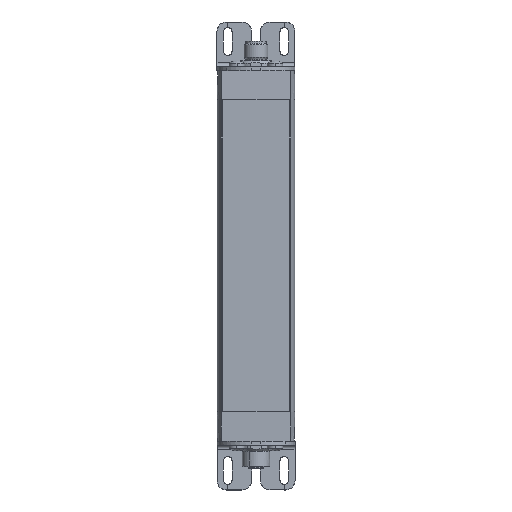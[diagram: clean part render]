
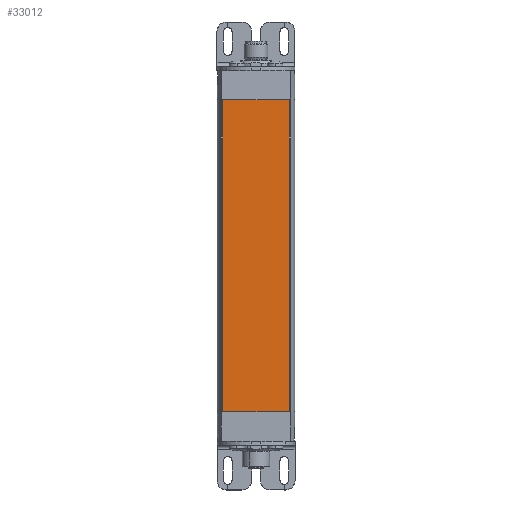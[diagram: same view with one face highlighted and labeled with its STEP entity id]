
A CAD part, top view. The second image highlights one B-rep face of the part: STEP entity #33012.
In plain terms, the highlighted planar face has unit normal (0, 0, 1).
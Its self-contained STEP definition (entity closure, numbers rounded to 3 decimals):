
#32999=AXIS2_PLACEMENT_3D('Plane Axis2P3D',#32996,#32997,#32998) ;
#30975=CARTESIAN_POINT('Vertex',(3.002,200.,37.)) ;
#30978=CARTESIAN_POINT('Line Origine',(20.002,200.,37.)) ;
#30982=CARTESIAN_POINT('Vertex',(37.002,200.,37.)) ;
#32546=CARTESIAN_POINT('Vertex',(37.002,40.,37.)) ;
#32549=CARTESIAN_POINT('Line Origine',(20.002,40.,37.)) ;
#32553=CARTESIAN_POINT('Vertex',(3.002,40.,37.)) ;
#32984=CARTESIAN_POINT('Line Origine',(3.002,120.,37.)) ;
#32996=CARTESIAN_POINT('Axis2P3D Location',(20.002,120.,37.)) ;
#33001=CARTESIAN_POINT('Line Origine',(37.002,120.,37.)) ;
#30979=DIRECTION('Vector Direction',(-1.,0.,0.)) ;
#32550=DIRECTION('Vector Direction',(1.,0.,0.)) ;
#32985=DIRECTION('Vector Direction',(0.,-1.,0.)) ;
#32997=DIRECTION('Axis2P3D Direction',(0.,0.,1.)) ;
#32998=DIRECTION('Axis2P3D XDirection',(1.,0.,0.)) ;
#33002=DIRECTION('Vector Direction',(0.,-1.,0.)) ;
#30980=VECTOR('Line Direction',#30979,1.) ;
#32551=VECTOR('Line Direction',#32550,1.) ;
#32986=VECTOR('Line Direction',#32985,1.) ;
#33003=VECTOR('Line Direction',#33002,1.) ;
#33007=ORIENTED_EDGE('',*,*,#32555,.T.) ;
#33008=ORIENTED_EDGE('',*,*,#33005,.F.) ;
#33009=ORIENTED_EDGE('',*,*,#30984,.T.) ;
#33010=ORIENTED_EDGE('',*,*,#32988,.T.) ;
#33012=ADVANCED_FACE('Hauptkoerper',(#33011),#33000,.T.) ;
#30984=EDGE_CURVE('',#30983,#30976,#30981,.T.) ;
#32555=EDGE_CURVE('',#32554,#32547,#32552,.T.) ;
#32988=EDGE_CURVE('',#30976,#32554,#32987,.T.) ;
#33005=EDGE_CURVE('',#30983,#32547,#33004,.T.) ;
#33006=EDGE_LOOP('',(#33007,#33008,#33009,#33010)) ;
#33011=FACE_OUTER_BOUND('',#33006,.T.) ;
#30981=LINE('Line',#30978,#30980) ;
#32552=LINE('Line',#32549,#32551) ;
#32987=LINE('Line',#32984,#32986) ;
#33004=LINE('Line',#33001,#33003) ;
#33000=PLANE('',#32999) ;
#30976=VERTEX_POINT('',#30975) ;
#30983=VERTEX_POINT('',#30982) ;
#32547=VERTEX_POINT('',#32546) ;
#32554=VERTEX_POINT('',#32553) ;
